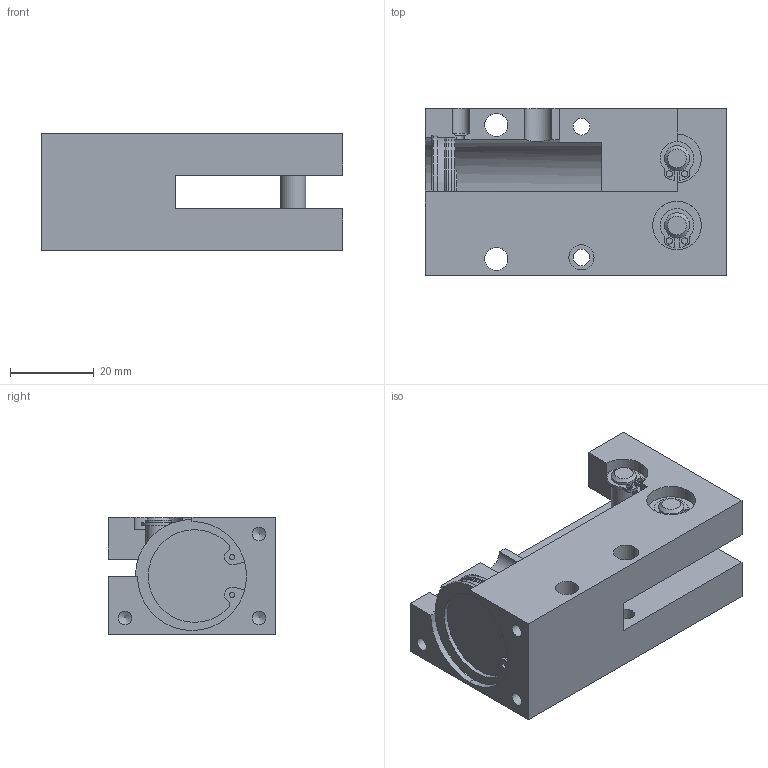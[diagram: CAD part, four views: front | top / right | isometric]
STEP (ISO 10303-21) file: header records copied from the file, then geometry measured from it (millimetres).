
FILE_DESCRIPTION(('FreeCAD Model'),'2;1');
FILE_NAME('CE_Corps.step', '2018-12-29T11:03:09',('Author'),(''), 'Open CASCADE STEP processor 7.2','FreeCAD','Unknown');
FILE_SCHEMA(('AUTOMOTIVE_DESIGN_CC2 { 1 2 10303 214 -1 1 5 4 }'));
Length unit declared in the file: millimetre
Products named in the file (10): Corps_step1_01; Anneau_elastique_step1_01003; Anneau_elastique_step1_01002; Anneau_elastique_step1_01001; Axe_rainure_step1_01001; Anneau_elastique_step1_01; Anneau_elastique_du_bouchon_step1_01; Bouchon_step1_01; Axe_rainure_step1_01; Joint_torrique_step1_01
Bounding box: 72 x 40 x 28 mm (x, y, z)
Volume: 37547.1 mm3; surface area: 20960.5 mm2
Topology: 10 solids, 10 shells, 193 faces, 514 edges, 354 vertices
Faces by surface type: cylinder 104, plane 75, cone 10, torus 4
Full cylindrical faces by diameter (mm): 1.227 x2, 1.5 x8, 3.2 x3, 4 x2, 5.4 x4, 5.5 x2, 6 x10, 6.8 x2, 10.4 x1, 11.6 x3, 23 x2, 26 x3
Entity records: 13839 total; most frequent: CARTESIAN_POINT 3072, DIRECTION 2112, ORIENTED_EDGE 1018, PCURVE 1018, DEFINITIONAL_REPRESENTATION 1018, LINE 996, VECTOR 996, EDGE_CURVE 509
